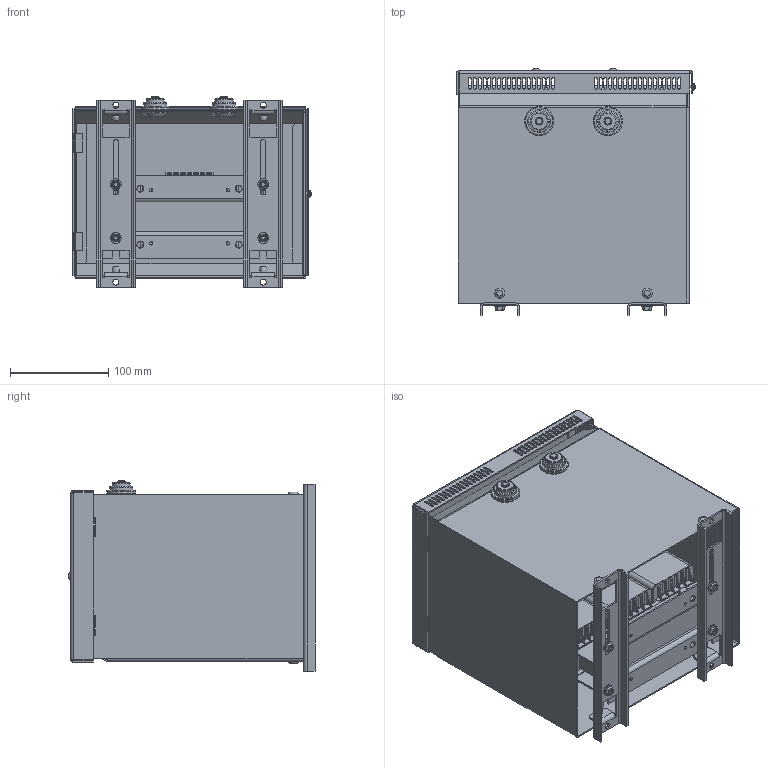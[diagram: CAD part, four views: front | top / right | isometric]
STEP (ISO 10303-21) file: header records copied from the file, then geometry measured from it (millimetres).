
FILE_DESCRIPTION(/* description */ (''),/* implementation_level */ '2;1');
FILE_NAME(/* name */ 'AUTW2.stp',/* time_stamp */ '2023-07-11T11:49:57+02:00',/* author */ ('sb'),/* organization */ (''),/* preprocessor_version */ 'ST-DEVELOPER v16.13',/* originating_system */ 'Autodesk Inventor 2018',/* authorisation */ '');
FILE_SCHEMA (('AUTOMOTIVE_DESIGN { 1 0 10303 214 3 1 1 }'));
Length unit declared in the file: millimetre
Products named in the file (26): Inductancia Toscano RC30; Núcleo RC30x30; Carrete 30x30; BRI30-3IP02; BOBINARC30x30; 7xBOR0004+1xBOR0004T; AVK 4RD_tierra; AVK 4RD; Guía DIN 120; Tornillería cierre nuclei 25x25 EIT; DIN 934 - M6; DIN 125 - A 6,4; DIN 931-1 - M6 x 45; CAJ04C23_RC30_IP23; Cuerpo caja RC30 IP23_simplificado; Tapa caja RC30 IP23_simplificado; Pie caja RC30 IP23_simplificado; Etiqueta de aluminio pequeña; Pasacables PG16; Blind Rivet GB/T 12615.1-2004 4.8 X 10.5; Blind Rivet GB_T 12615.2-2004 3.2 X 9; AS 1427 - M3 x 5; ANSI B18.22M - 3 N; DIN 933 - M5  x 10; ANSI B18.22M - 5 N; DIN 934 - M5
Assembly tree (61 placements, depth 3):
  Inductancia Toscano RC30
    Núcleo RC30x30
    Carrete 30x30  x3
    BRI30-3IP02  x4
    BOBINARC30x30  x3
    7xBOR0004+1xBOR0004T
      AVK 4RD_tierra
      AVK 4RD  x7
      Guía DIN 120
    Tornillería cierre nuclei 25x25 EIT  x4
      DIN 934 - M6
      DIN 125 - A 6,4
      DIN 931-1 - M6 x 45
    CAJ04C23_RC30_IP23
      Cuerpo caja RC30 IP23_simplificado
      Tapa caja RC30 IP23_simplificado
      Pie caja RC30 IP23_simplificado  x2
      Etiqueta de aluminio pequeña
      Pasacables PG16  x2
      Blind Rivet GB/T 12615.1-2004 4.8 X 10.5  x4
      Blind Rivet GB_T 12615.2-2004 3.2 X 9  x2
      AS 1427 - M3 x 5
      ANSI B18.22M - 3 N
    DIN 933 - M5  x 10  x4
    ANSI B18.22M - 5 N  x8
    DIN 934 - M5  x4
Bounding box: 243.04 x 250.3 x 193.5 mm (x, y, z)
Volume: 1828653.9 mm3; surface area: 985828.2 mm2
Topology: 67 solids, 67 shells, 3104 faces, 8398 edges, 5493 vertices
Faces by surface type: plane 2012, cylinder 954, cone 108, torus 23, bspline 6, sphere 1
Full cylindrical faces by diameter (mm): 2.693 x1, 3 x5, 3.2 x2, 3.5 x11, 4 x2, 4.134 x4, 4.3 x16, 4.567 x4, 4.8 x4, 4.917 x12, 5 x14, 5.6 x8, 6 x14, 6.4 x8, 6.7 x4, 7 x21, 8 x2, 8.9 x4, 11 x8, 12 x8, 16.5 x2, 18.5 x2, 21.5 x4, 22 x2, 23.5 x4, 27.5 x2, 29.5 x2
Entity records: 41735 total; most frequent: CARTESIAN_POINT 7507, DIRECTION 6922, ORIENTED_EDGE 6768, EDGE_CURVE 3384, LINE 2384, VECTOR 2384, AXIS2_PLACEMENT_3D 2269, VERTEX_POINT 2254
